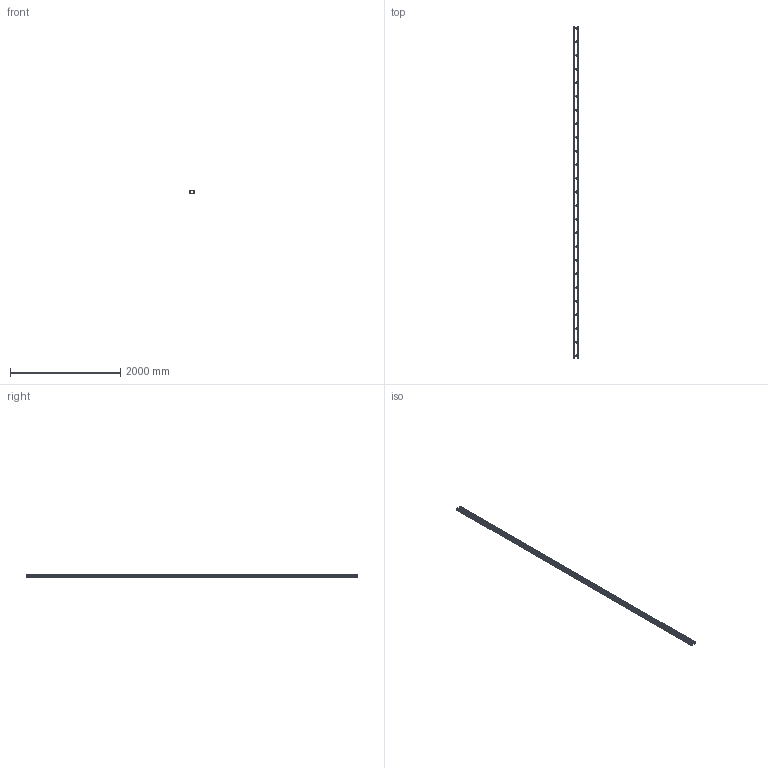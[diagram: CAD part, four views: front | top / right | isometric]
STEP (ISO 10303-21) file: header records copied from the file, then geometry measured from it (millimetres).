
FILE_DESCRIPTION (( 'STEP AP203' ), '1' );
FILE_NAME ('10-02-1600.STEP', '2013-05-06T06:14:56', ( 'asennus' ), ( '' ), 'SwSTEP 2.0', 'SolidWorks 2013', '' );
FILE_SCHEMA (( 'CONFIG_CONTROL_DESIGN' ));
Length unit declared in the file: millimetre
Products named in the file (1): 10-02-1600
Bounding box: 89 x 6030 x 48 mm (x, y, z)
Volume: 2879596.4 mm3; surface area: 2952876.5 mm2
Topology: 52 solids, 52 shells, 1848 faces, 5136 edges, 3392 vertices
Faces by surface type: cylinder 928, plane 920
Entity records: 60835 total; most frequent: DIRECTION 10690, CARTESIAN_POINT 10377, ORIENTED_EDGE 10272, EDGE_CURVE 5136, AXIS2_PLACEMENT_3D 3705, VERTEX_POINT 3392, VECTOR 3280, LINE 3280
